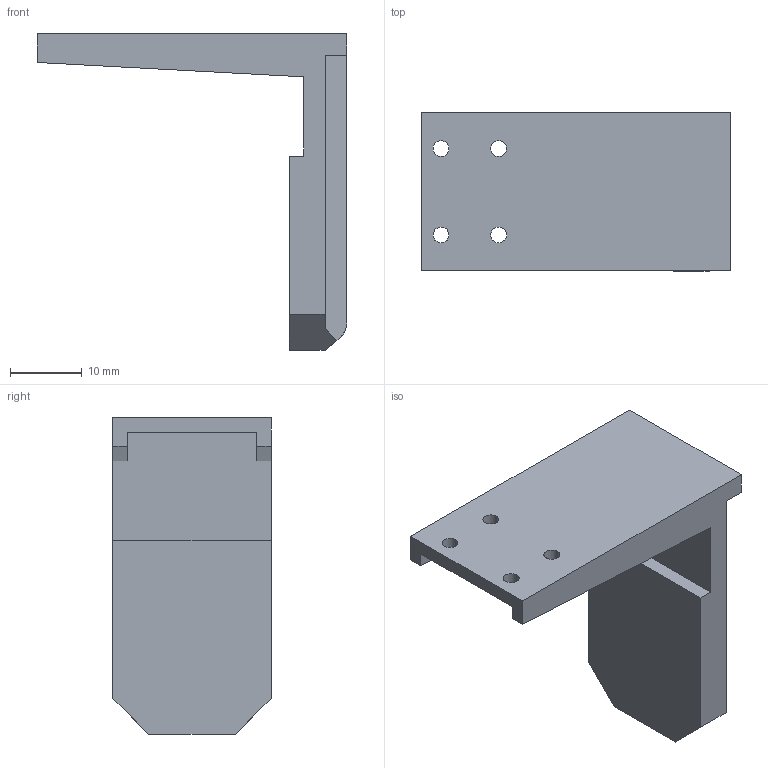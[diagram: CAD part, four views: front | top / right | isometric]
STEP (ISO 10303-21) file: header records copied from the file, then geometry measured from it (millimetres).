
FILE_DESCRIPTION (( 'STEP AP203' ), '1' );
FILE_NAME ('L-shaped gripper.STEP', '2025-07-22T01:57:51', ( '' ), ( '' ), 'SwSTEP 2.0', 'SolidWorks 2021', '' );
FILE_SCHEMA (( 'CONFIG_CONTROL_DESIGN' ));
Length unit declared in the file: millimetre
Products named in the file (1): L-shaped gripper
Bounding box: 43 x 22 x 44 mm (x, y, z)
Volume: 7400.4 mm3; surface area: 5018.7 mm2
Topology: 1 solids, 1 shells, 38 faces, 106 edges, 70 vertices
Faces by surface type: plane 28, cylinder 10
Entity records: 1303 total; most frequent: CARTESIAN_POINT 227, ORIENTED_EDGE 212, DIRECTION 196, EDGE_CURVE 106, VECTOR 86, LINE 86, VERTEX_POINT 70, AXIS2_PLACEMENT_3D 55
